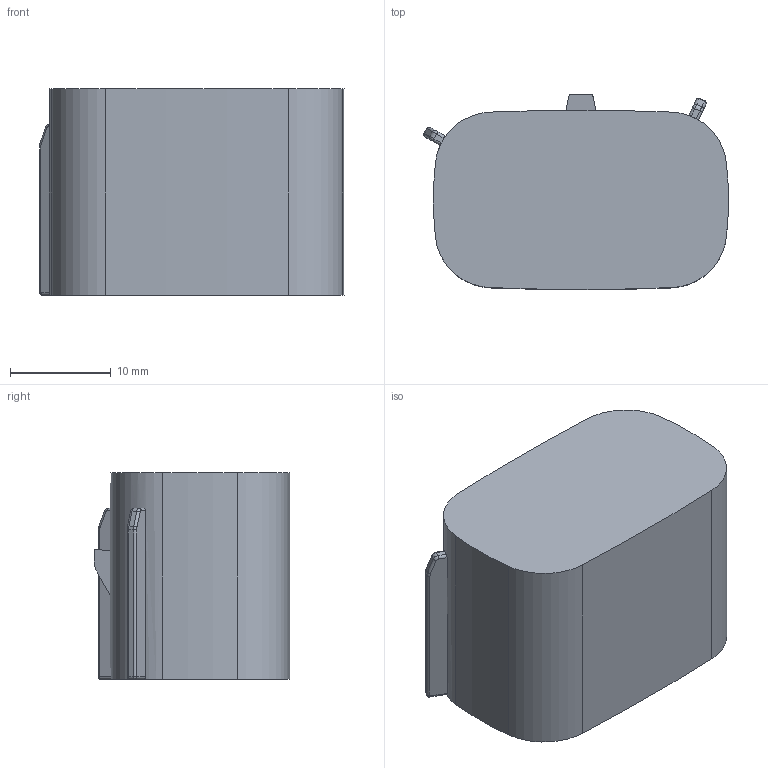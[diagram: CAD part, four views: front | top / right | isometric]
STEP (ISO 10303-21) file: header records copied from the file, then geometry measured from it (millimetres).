
FILE_DESCRIPTION(('CoCreate Modeling STEP Export'),'2;1');
FILE_NAME('CM-150-S-012-2-B01.stp','2015-02-12T15:06:44',(''),(''),'CoCreate Modeling STEP processor for AP214 (Solid Model)','CoCreate Modeling 17.0B 09-Oct-2010 (C) Parametric Technology GmbH','');
FILE_SCHEMA(('AUTOMOTIVE_DESIGN { 1 0 10303 214 1 1 1 1 }'));
Length unit declared in the file: millimetre
Products named in the file (2): CM-150-S-012-2-B01
Assembly tree (1 placements, depth 2):
  CM-150-S-012-2-B01
    CM-150-S-012-2-B01
Bounding box: 30.26 x 19.39 x 20.5 mm (x, y, z)
Volume: 3087 mm3; surface area: 4546.4 mm2
Topology: 1 solids, 1 shells, 218 faces, 571 edges, 366 vertices
Faces by surface type: plane 103, cylinder 87, torus 16, cone 8, sphere 4
Entity records: 7110 total; most frequent: CARTESIAN_POINT 1531, DIRECTION 1211, ORIENTED_EDGE 1134, EDGE_CURVE 567, AXIS2_PLACEMENT_3D 432, VERTEX_POINT 366, VECTOR 347, LINE 347
